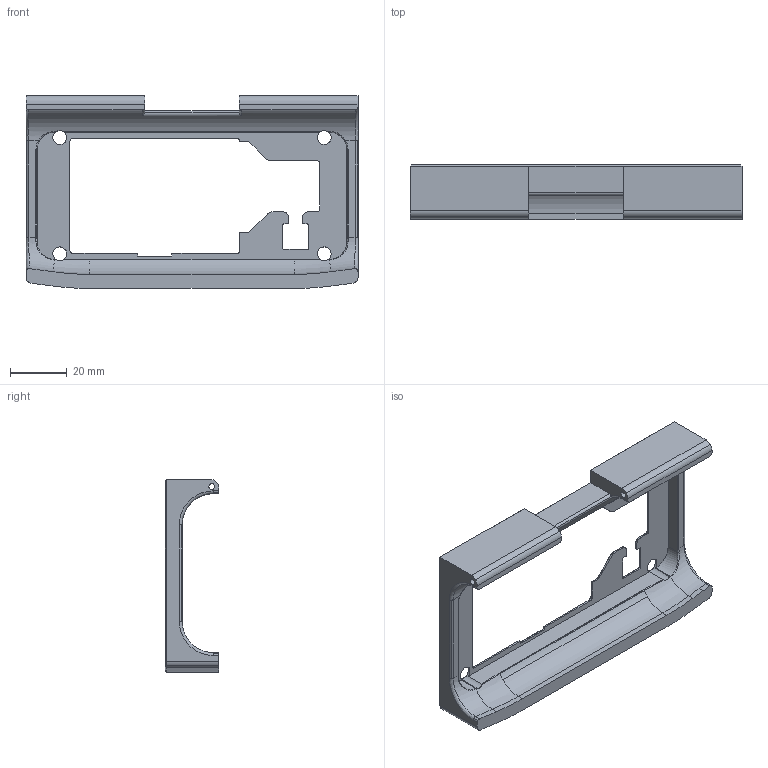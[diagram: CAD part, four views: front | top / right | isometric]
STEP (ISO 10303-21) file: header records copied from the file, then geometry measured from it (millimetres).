
FILE_DESCRIPTION(('HOOPS Exchange Step'),'2;1');
FILE_NAME('temp_export','2022-06-02T10:45:37-04:00',('mikearmstrong'),('Shapr3D Limited'),'HOOPS Exchange 2022.0','Shapr3D','Authorized');
FILE_SCHEMA( ('AP203_CONFIGURATION_CONTROLLED_3D_DESIGN_OF_MECHANICAL_PARTS_AND_ASSEMBLIES_MIM_LF') );
Length unit declared in the file: millimetre
Products named in the file (1): root
Bounding box: 117 x 19 x 68 mm (x, y, z)
Volume: 36885.4 mm3; surface area: 18454.9 mm2
Topology: 1 solids, 1 shells, 258 faces, 691 edges, 427 vertices
Faces by surface type: cylinder 92, plane 90, cone 46, bspline 20, torus 10
Full cylindrical faces by diameter (mm): 4.9 x4
Entity records: 9366 total; most frequent: CARTESIAN_POINT 2961, ORIENTED_EDGE 1374, DIRECTION 1310, EDGE_CURVE 687, AXIS2_PLACEMENT_3D 470, VERTEX_POINT 427, VECTOR 370, LINE 370
